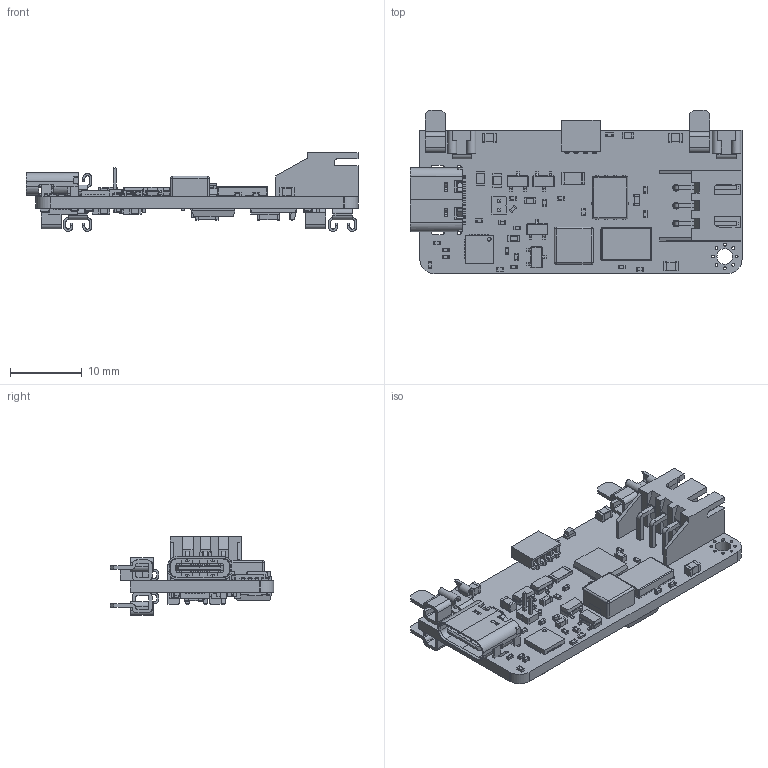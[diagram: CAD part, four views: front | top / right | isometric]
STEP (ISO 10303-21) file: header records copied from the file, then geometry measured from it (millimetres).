
FILE_DESCRIPTION(('KiCad electronic assembly'),'2;1');
FILE_NAME('2s 40A PSU and charger.step','2024-12-31T12:59:13',('Pcbnew') ,('Kicad'),'Open CASCADE STEP processor 7.6','KiCad to STEP converter' ,'Unknown');
FILE_SCHEMA(('AUTOMOTIVE_DESIGN { 1 0 10303 214 1 1 1 1 }'));
Length unit declared in the file: millimetre
Products named in the file (52): 2s 40A PSU and charger 1; C_0402_1005Metric; R_0402_1005Metric; C_0805_2012Metric; R_1206_3216Metric; SC-59; SC_59; C_0603_1608Metric; Keystone 3579; WSHM2818; L_Sunlord_MWSA0503S; CQ assembly; JST_XH_S3B-XH-A_1x03_P2.50mm_Horizontal; JST_S3B_XH_A; Keystone 3569 half; BD090-04-A-L-G; R_0805_2012Metric; PinHeader_1x02_P1.27mm_Vertical; PinHeader_1x02_P127mm_Vertical; LED_0603_1608Metric; PQFN-8-EP_6x5mm_P1.27mm_Generic; Vishay_PowerPAK_SO-8; QFN-28-1EP_4x4mm_P0.4mm_EP2.4x2.4mm; QFN-28-1EP_4x4mm_Pitch0.4mm; USB_C_Receptacle_GCT_USB4105-xx-A_16P_TopMnt_Horizontal; USB_C_Receptacle_16P_TopMnt_Horizontal_GCT_USB4105-xx-A; WSON-6-1EP_2x2mm_P0.65mm_EP1x1.6mm; WSON_6_1EP_2x2mm_P065mm_EP1x16mm; C_1206_3216Metric; SOT-563; SOT_563; L_1008_2520Metric; R_2512_6332Metric; QFN-20-1EP_4x4mm_P0.5mm_EP2.5x2.5mm; QFN-20-1EP_4x4mm_Pitch0.5mm; TSOT-23-6; TSOT_23_6; _autosave-2s 40A PSU and charger_PCB
Assembly tree (115 placements, depth 3):
  2s 40A PSU and charger 1
    C_0402_1005Metric  x18
      C_0402_1005Metric
    R_0402_1005Metric  x26
      R_0402_1005Metric
    C_0805_2012Metric  x4
      C_0805_2012Metric
    R_1206_3216Metric
      R_1206_3216Metric
    SC-59  x4
      SC_59
    C_0603_1608Metric  x7
      C_0603_1608Metric
    Keystone 3579  x4
      Keystone 3579
    WSHM2818
      WSHM2818
    L_Sunlord_MWSA0503S
      CQ assembly
    JST_XH_S3B-XH-A_1x03_P2.50mm_Horizontal
      JST_S3B_XH_A
    Keystone 3569 half  x4
      Keystone 3569 half
    BD090-04-A-L-G
      BD090-04-A-L-G
    R_0805_2012Metric  x2
      R_0805_2012Metric
    PinHeader_1x02_P1.27mm_Vertical
      PinHeader_1x02_P127mm_Vertical
    LED_0603_1608Metric
      LED_0603_1608Metric
    PQFN-8-EP_6x5mm_P1.27mm_Generic  x2
      Vishay_PowerPAK_SO-8
    QFN-28-1EP_4x4mm_P0.4mm_EP2.4x2.4mm  x2
      QFN-28-1EP_4x4mm_Pitch0.4mm
    USB_C_Receptacle_GCT_USB4105-xx-A_16P_TopMnt_Horizontal
      USB_C_Receptacle_16P_TopMnt_Horizontal_GCT_USB4105-xx-A
    WSON-6-1EP_2x2mm_P0.65mm_EP1x1.6mm
      WSON_6_1EP_2x2mm_P065mm_EP1x16mm
    C_1206_3216Metric  x2
      C_1206_3216Metric
    SOT-563
      SOT_563
    L_1008_2520Metric
      L_1008_2520Metric
    R_2512_6332Metric
      R_2512_6332Metric
    QFN-20-1EP_4x4mm_P0.5mm_EP2.5x2.5mm
      QFN-20-1EP_4x4mm_Pitch0.5mm
    TSOT-23-6
      TSOT_23_6
    _autosave-2s 40A PSU and charger_PCB
Bounding box: 46.38 x 22.8 x 10.97 mm (x, y, z)
Volume: 2219 mm3; surface area: 5267.3 mm2
Topology: 134 solids, 134 shells, 4249 faces, 11065 edges, 7152 vertices
Faces by surface type: plane 2974, cylinder 1107, bspline 152, sphere 8, cone 8
Full cylindrical faces by diameter (mm): 0.25 x2, 0.3 x5, 0.4 x16, 0.5 x5, 0.55 x2, 0.65 x2, 0.7 x4, 0.95 x3, 2.2 x2
Entity records: 79873 total; most frequent: CARTESIAN_POINT 12923, ORIENTED_EDGE 11062, DIRECTION 10669, EDGE_CURVE 5531, LINE 4557, VECTOR 4557, VERTEX_POINT 3554, AXIS2_PLACEMENT_3D 3056
